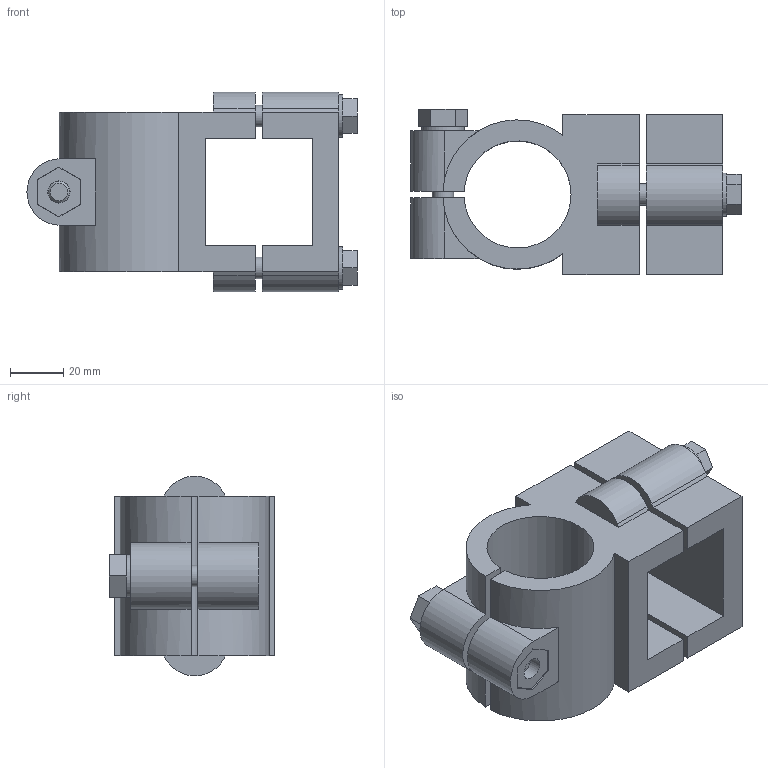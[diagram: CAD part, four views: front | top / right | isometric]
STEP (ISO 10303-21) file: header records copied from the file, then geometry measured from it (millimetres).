
FILE_DESCRIPTION( ( 'STEP AP214' ), '1' );
FILE_NAME( 'K0474.54040.stp', '2020-12-08T09:51:19', ( '' ), ( '' ), ' ', 'PARTsolutions', ' ' );
FILE_SCHEMA( ( 'AUTOMOTIVE_DESIGN { 1 0 10303 214 1 1 1 1 }' ) );
Length unit declared in the file: millimetre
Products named in the file (1): _K0474.54040
Bounding box: 123.9 x 62 x 75 mm (x, y, z)
Volume: 193332.8 mm3; surface area: 55723.7 mm2
Topology: 1 solids, 3 shells, 140 faces, 367 edges, 240 vertices
Faces by surface type: plane 92, cylinder 33, cone 15
Full cylindrical faces by diameter (mm): 6.647 x2, 8 x3, 8.376 x1, 9 x2, 11 x1, 16 x3
Entity records: 5426 total; most frequent: CARTESIAN_POINT 875, ORIENTED_EDGE 700, DIRECTION 676, EDGE_CURVE 350, VERTEX_POINT 238, LINE 238, VECTOR 238, AXIS2_PLACEMENT_3D 219
